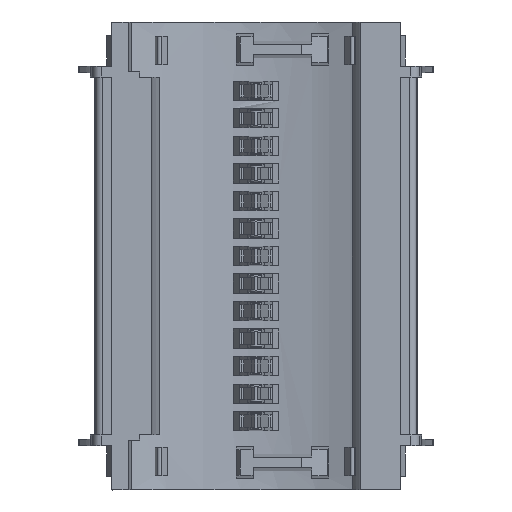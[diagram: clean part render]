
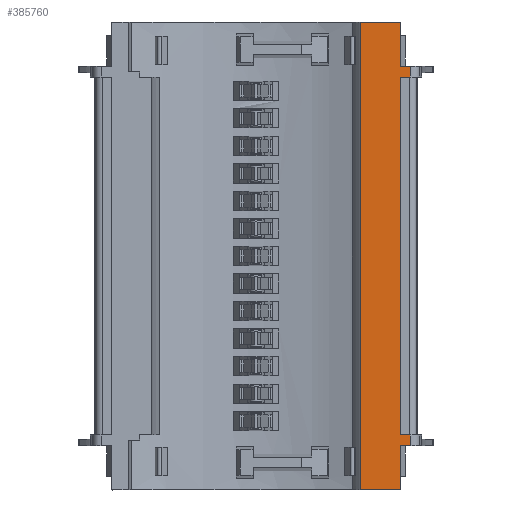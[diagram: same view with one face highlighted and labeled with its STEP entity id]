
A CAD part, front view. The second image highlights one B-rep face of the part: STEP entity #385760.
In plain terms, the highlighted planar face has unit normal (0, -1, 0).
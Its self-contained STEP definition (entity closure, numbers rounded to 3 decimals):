
#383610=CARTESIAN_POINT('',(22.979,38.9,
138.55));
#383620=VERTEX_POINT('',#383610);
#383650=CARTESIAN_POINT('',(22.979,38.9,
65.2));
#383660=DIRECTION('',(0.,0.,-1.));
#383670=VECTOR('',#383660,1.);
#383680=LINE('',#383650,#383670);
#383690=CARTESIAN_POINT('',(22.979,38.9,
0.));
#383700=VERTEX_POINT('',#383690);
#383710=EDGE_CURVE('',#383620,#383700,#383680,.T.);
#384400=CARTESIAN_POINT('',(34.838,38.9,
65.2));
#384410=DIRECTION('',(0.,1.,0.));
#384420=DIRECTION('',(1.,0.,0.));
#384430=AXIS2_PLACEMENT_3D('',#384400,#384410,#384420);
#384440=PLANE('',#384430);
#384450=CARTESIAN_POINT('',(-49.479,38.9,
138.55));
#384460=DIRECTION('',(-1.,0.,0.));
#384470=VECTOR('',#384460,1.);
#384480=LINE('',#384450,#384470);
#384490=CARTESIAN_POINT('',(34.844,38.9,
138.55));
#384500=VERTEX_POINT('',#384490);
#384510=EDGE_CURVE('',#384500,#383620,#384480,.T.);
#384520=ORIENTED_EDGE('',*,*,#384510,.T.);
#384530=CARTESIAN_POINT('',(34.838,38.9,
97.8));
#384540=DIRECTION('',(0.,1.,0.));
#384550=DIRECTION('',(1.,0.,0.));
#384560=AXIS2_PLACEMENT_3D('',#384530,#384540,#384550);
#384570=PLANE('',#384560);
#384580=CARTESIAN_POINT('',(-288.154,40.019,
122.25));
#384590=DIRECTION('',(0.,0.,-1.));
#384600=DIRECTION('',(1.,0.,0.));
#384610=AXIS2_PLACEMENT_3D('',#384580,#384590,#384600);
#384620=CYLINDRICAL_SURFACE('',#384610,323.);
#384630=CARTESIAN_POINT('',(34.844,38.9,
125.475));
#384640=CARTESIAN_POINT('',(34.844,38.9,
126.565));
#384650=CARTESIAN_POINT('',(34.844,38.9,
127.654));
#384660=CARTESIAN_POINT('',(34.844,38.9,
128.744));
#384670=CARTESIAN_POINT('',(34.844,38.9,
129.833));
#384680=CARTESIAN_POINT('',(34.844,38.9,
130.923));
#384690=CARTESIAN_POINT('',(34.844,38.9,
132.013));
#384700=CARTESIAN_POINT('',(34.844,38.9,
133.102));
#384710=CARTESIAN_POINT('',(34.844,38.9,
134.192));
#384720=CARTESIAN_POINT('',(34.844,38.9,
135.281));
#384730=CARTESIAN_POINT('',(34.844,38.9,
136.371));
#384740=CARTESIAN_POINT('',(34.844,38.9,
137.461));
#384750=CARTESIAN_POINT('',(34.844,38.9,
138.55));
#384760=B_SPLINE_CURVE_WITH_KNOTS('',3,(#384630,#384640,#384650,#384660,
#384670,#384680,#384690,#384700,#384710,#384720,#384730,#384740,#384750)
,.UNSPECIFIED.,.F.,.F.,(4,3,3,3,4),(0.,3.269,6.538,
9.806,13.075),.UNSPECIFIED.);
#384770=SURFACE_CURVE('',#384760,(#384570,#384620),.CURVE_3D.);
#384780=CARTESIAN_POINT('',(34.844,38.9,
125.475));
#384790=VERTEX_POINT('',#384780);
#384800=EDGE_CURVE('',#384790,#384500,#384770,.T.);
#384810=ORIENTED_EDGE('',*,*,#384800,.T.);
#384820=CARTESIAN_POINT('',(-49.479,38.9,
125.475));
#384830=DIRECTION('',(1.,0.,0.));
#384840=VECTOR('',#384830,1.);
#384850=LINE('',#384820,#384840);
#384860=CARTESIAN_POINT('',(37.879,38.9,
125.475));
#384870=VERTEX_POINT('',#384860);
#384880=EDGE_CURVE('',#384790,#384870,#384850,.T.);
#384890=ORIENTED_EDGE('',*,*,#384880,.F.);
#384900=CARTESIAN_POINT('',(37.879,38.9,
125.475));
#384910=DIRECTION('',(0.,0.,-1.));
#384920=VECTOR('',#384910,1.);
#384930=LINE('',#384900,#384920);
#384940=CARTESIAN_POINT('',(37.879,38.9,
122.25));
#384950=VERTEX_POINT('',#384940);
#384960=EDGE_CURVE('',#384870,#384950,#384930,.T.);
#384970=ORIENTED_EDGE('',*,*,#384960,.F.);
#384980=CARTESIAN_POINT('',(-49.479,38.9,
122.25));
#384990=DIRECTION('',(1.,0.,0.));
#385000=VECTOR('',#384990,1.);
#385010=LINE('',#384980,#385000);
#385020=CARTESIAN_POINT('',(34.838,38.9,
122.25));
#385030=VERTEX_POINT('',#385020);
#385040=EDGE_CURVE('',#385030,#384950,#385010,.T.);
#385050=ORIENTED_EDGE('',*,*,#385040,.T.);
#385060=CARTESIAN_POINT('',(34.838,38.9,
65.2));
#385070=DIRECTION('',(0.,0.,-1.));
#385080=VECTOR('',#385070,1.);
#385090=LINE('',#385060,#385080);
#385100=CARTESIAN_POINT('',(34.838,38.9,
16.3));
#385110=VERTEX_POINT('',#385100);
#385120=EDGE_CURVE('',#385030,#385110,#385090,.T.);
#385130=ORIENTED_EDGE('',*,*,#385120,.F.);
#385140=CARTESIAN_POINT('',(-49.479,38.9,
16.3));
#385150=DIRECTION('',(-1.,0.,0.));
#385160=VECTOR('',#385150,1.);
#385170=LINE('',#385140,#385160);
#385180=CARTESIAN_POINT('',(37.879,38.9,
16.3));
#385190=VERTEX_POINT('',#385180);
#385200=EDGE_CURVE('',#385190,#385110,#385170,.T.);
#385210=ORIENTED_EDGE('',*,*,#385200,.T.);
#385220=CARTESIAN_POINT('',(37.879,38.9,
13.075));
#385230=DIRECTION('',(0.,0.,1.));
#385240=VECTOR('',#385230,1.);
#385250=LINE('',#385220,#385240);
#385260=CARTESIAN_POINT('',(37.879,38.9,
13.075));
#385270=VERTEX_POINT('',#385260);
#385280=EDGE_CURVE('',#385270,#385190,#385250,.T.);
#385290=ORIENTED_EDGE('',*,*,#385280,.T.);
#385300=CARTESIAN_POINT('',(-49.479,38.9,
13.075));
#385310=DIRECTION('',(1.,0.,0.));
#385320=VECTOR('',#385310,1.);
#385330=LINE('',#385300,#385320);
#385340=CARTESIAN_POINT('',(34.844,38.9,
13.075));
#385350=VERTEX_POINT('',#385340);
#385360=EDGE_CURVE('',#385350,#385270,#385330,.T.);
#385370=ORIENTED_EDGE('',*,*,#385360,.T.);
#385380=CARTESIAN_POINT('',(34.838,38.9,
24.45));
#385390=DIRECTION('',(0.,1.,0.));
#385400=DIRECTION('',(1.,0.,0.));
#385410=AXIS2_PLACEMENT_3D('',#385380,#385390,#385400);
#385420=PLANE('',#385410);
#385430=CARTESIAN_POINT('',(-288.154,40.019,
16.3));
#385440=DIRECTION('',(0.,0.,1.));
#385450=DIRECTION('',(1.,0.,0.));
#385460=AXIS2_PLACEMENT_3D('',#385430,#385440,#385450);
#385470=CYLINDRICAL_SURFACE('',#385460,323.);
#385480=CARTESIAN_POINT('',(34.844,38.9,
13.075));
#385490=CARTESIAN_POINT('',(34.844,38.9,
11.985));
#385500=CARTESIAN_POINT('',(34.844,38.9,
10.896));
#385510=CARTESIAN_POINT('',(34.844,38.9,
9.806));
#385520=CARTESIAN_POINT('',(34.844,38.9,
8.717));
#385530=CARTESIAN_POINT('',(34.844,38.9,
7.627));
#385540=CARTESIAN_POINT('',(34.844,38.9,
6.538));
#385550=CARTESIAN_POINT('',(34.844,38.9,
5.448));
#385560=CARTESIAN_POINT('',(34.844,38.9,
4.358));
#385570=CARTESIAN_POINT('',(34.844,38.9,
3.269));
#385580=CARTESIAN_POINT('',(34.844,38.9,
2.179));
#385590=CARTESIAN_POINT('',(34.844,38.9,
1.09));
#385600=CARTESIAN_POINT('',(34.844,38.9,
0.));
#385610=B_SPLINE_CURVE_WITH_KNOTS('',3,(#385480,#385490,#385500,#385510,
#385520,#385530,#385540,#385550,#385560,#385570,#385580,#385590,#385600)
,.UNSPECIFIED.,.F.,.F.,(4,3,3,3,4),(0.,3.269,6.538
,9.806,13.075),.UNSPECIFIED.);
#385620=SURFACE_CURVE('',#385610,(#385420,#385470),.CURVE_3D.);
#385630=CARTESIAN_POINT('',(34.844,38.9,
0.));
#385640=VERTEX_POINT('',#385630);
#385650=EDGE_CURVE('',#385350,#385640,#385620,.T.);
#385660=ORIENTED_EDGE('',*,*,#385650,.F.);
#385670=CARTESIAN_POINT('',(-49.479,38.9,
0.));
#385680=DIRECTION('',(-1.,0.,0.));
#385690=VECTOR('',#385680,1.);
#385700=LINE('',#385670,#385690);
#385710=EDGE_CURVE('',#385640,#383700,#385700,.T.);
#385720=ORIENTED_EDGE('',*,*,#385710,.F.);
#385730=ORIENTED_EDGE('',*,*,#383710,.T.);
#385740=EDGE_LOOP('',(#385730,#385720,#385660,#385370,#385290,#385210,
#385130,#385050,#384970,#384890,#384810,#384520));
#385750=FACE_OUTER_BOUND('',#385740,.T.);
#385760=ADVANCED_FACE('',(#385750),#384440,.F.);
